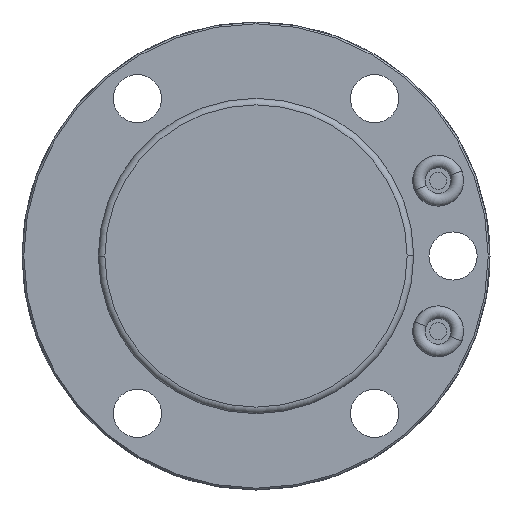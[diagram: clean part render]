
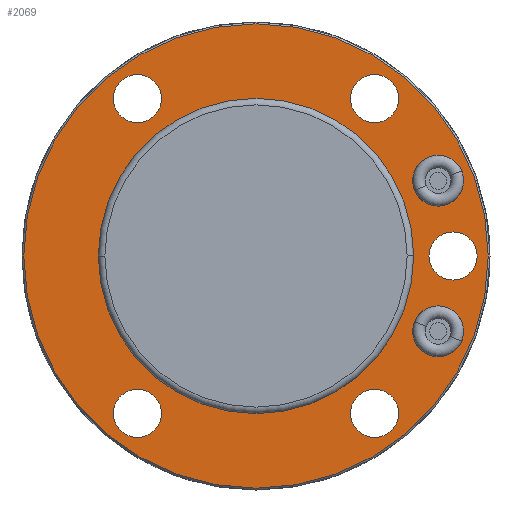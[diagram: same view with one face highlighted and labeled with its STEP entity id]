
A CAD part, front view. The second image highlights one B-rep face of the part: STEP entity #2069.
In plain terms, the highlighted planar face has unit normal (0, -1, 0).
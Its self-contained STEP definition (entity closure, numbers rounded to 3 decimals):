
#729=CARTESIAN_POINT('',(0.,-14.986,0.));
#730=DIRECTION('',(0.,-1.,0.));
#731=DIRECTION('',(1.,0.,0.));
#732=AXIS2_PLACEMENT_3D('',#729,#730,#731);
#734=CARTESIAN_POINT('',(0.,-14.986,0.));
#735=DIRECTION('',(0.,1.,0.));
#736=DIRECTION('',(1.,0.,0.));
#737=AXIS2_PLACEMENT_3D('',#734,#735,#736);
#739=CARTESIAN_POINT('',(0.,-14.986,
0.));
#740=DIRECTION('',(0.,1.,0.));
#741=DIRECTION('',(1.,0.,0.));
#742=AXIS2_PLACEMENT_3D('',#739,#740,#741);
#744=CARTESIAN_POINT('',(0.,-14.986,
0.));
#745=DIRECTION('',(0.,1.,0.));
#746=DIRECTION('',(-1.,0.,0.));
#747=AXIS2_PLACEMENT_3D('',#744,#745,#746);
#749=CARTESIAN_POINT('',(25.476,-14.986,-10.541));
#750=DIRECTION('',(0.,-1.,0.));
#751=DIRECTION('',(0.,0.,-1.));
#752=AXIS2_PLACEMENT_3D('',#749,#750,#751);
#754=CARTESIAN_POINT('',(25.476,-14.986,-10.541));
#755=DIRECTION('',(0.,-1.,0.));
#756=DIRECTION('',(0.,0.,1.));
#757=AXIS2_PLACEMENT_3D('',#754,#755,#756);
#759=CARTESIAN_POINT('',(25.476,-14.986,10.541));
#760=DIRECTION('',(0.,-1.,0.));
#761=DIRECTION('',(0.,0.,-1.));
#762=AXIS2_PLACEMENT_3D('',#759,#760,#761);
#764=CARTESIAN_POINT('',(25.476,-14.986,10.541));
#765=DIRECTION('',(0.,-1.,0.));
#766=DIRECTION('',(0.,0.,1.));
#767=AXIS2_PLACEMENT_3D('',#764,#765,#766);
#769=CARTESIAN_POINT('',(27.559,-14.986,0.));
#770=DIRECTION('',(0.,-1.,0.));
#771=DIRECTION('',(0.,0.,1.));
#772=AXIS2_PLACEMENT_3D('',#769,#770,#771);
#774=CARTESIAN_POINT('',(27.559,-14.986,0.));
#775=DIRECTION('',(0.,-1.,0.));
#776=DIRECTION('',(0.,0.,-1.));
#777=AXIS2_PLACEMENT_3D('',#774,#775,#776);
#779=CARTESIAN_POINT('',(16.585,-14.986,22.01));
#780=DIRECTION('',(0.,-1.,0.));
#781=DIRECTION('',(0.,0.,1.));
#782=AXIS2_PLACEMENT_3D('',#779,#780,#781);
#784=CARTESIAN_POINT('',(16.585,-14.986,22.01));
#785=DIRECTION('',(0.,-1.,0.));
#786=DIRECTION('',(0.,0.,-1.));
#787=AXIS2_PLACEMENT_3D('',#784,#785,#786);
#789=CARTESIAN_POINT('',(-16.585,-14.986,22.01));
#790=DIRECTION('',(0.,-1.,0.));
#791=DIRECTION('',(0.,0.,1.));
#792=AXIS2_PLACEMENT_3D('',#789,#790,#791);
#794=CARTESIAN_POINT('',(-16.585,-14.986,22.01));
#795=DIRECTION('',(0.,-1.,0.));
#796=DIRECTION('',(0.,0.,-1.));
#797=AXIS2_PLACEMENT_3D('',#794,#795,#796);
#799=CARTESIAN_POINT('',(16.585,-14.986,-22.01));
#800=DIRECTION('',(0.,-1.,0.));
#801=DIRECTION('',(0.,0.,1.));
#802=AXIS2_PLACEMENT_3D('',#799,#800,#801);
#804=CARTESIAN_POINT('',(16.585,-14.986,-22.01));
#805=DIRECTION('',(0.,-1.,0.));
#806=DIRECTION('',(0.,0.,-1.));
#807=AXIS2_PLACEMENT_3D('',#804,#805,#806);
#809=CARTESIAN_POINT('',(-16.585,-14.986,-22.01));
#810=DIRECTION('',(0.,-1.,0.));
#811=DIRECTION('',(0.,0.,1.));
#812=AXIS2_PLACEMENT_3D('',#809,#810,#811);
#814=CARTESIAN_POINT('',(-16.585,-14.986,-22.01));
#815=DIRECTION('',(0.,-1.,0.));
#816=DIRECTION('',(0.,0.,-1.));
#817=AXIS2_PLACEMENT_3D('',#814,#815,#816);
#1131=CARTESIAN_POINT('',(22.047,-14.986,0.));
#1132=CARTESIAN_POINT('',(-22.047,-14.986,0.));
#1133=VERTEX_POINT('',#1131);
#1134=VERTEX_POINT('',#1132);
#1139=CARTESIAN_POINT('',(32.474,-14.986,0.));
#1140=CARTESIAN_POINT('',(-32.474,-14.986,0.));
#1141=VERTEX_POINT('',#1139);
#1142=VERTEX_POINT('',#1140);
#1153=CARTESIAN_POINT('',(25.476,-14.986,-14.11));
#1154=CARTESIAN_POINT('',(25.476,-14.986,-6.973));
#1155=VERTEX_POINT('',#1153);
#1156=VERTEX_POINT('',#1154);
#1157=CARTESIAN_POINT('',(25.476,-14.986,6.973));
#1158=CARTESIAN_POINT('',(25.476,-14.986,14.11));
#1159=VERTEX_POINT('',#1157);
#1160=VERTEX_POINT('',#1158);
#1185=CARTESIAN_POINT('',(27.559,-14.986,3.366));
#1186=CARTESIAN_POINT('',(27.559,-14.986,-3.366));
#1187=VERTEX_POINT('',#1185);
#1188=VERTEX_POINT('',#1186);
#1189=CARTESIAN_POINT('',(16.585,-14.986,25.375));
#1190=CARTESIAN_POINT('',(16.585,-14.986,18.644));
#1191=VERTEX_POINT('',#1189);
#1192=VERTEX_POINT('',#1190);
#1193=CARTESIAN_POINT('',(-16.585,-14.986,25.375));
#1194=CARTESIAN_POINT('',(-16.585,-14.986,18.644));
#1195=VERTEX_POINT('',#1193);
#1196=VERTEX_POINT('',#1194);
#1197=CARTESIAN_POINT('',(16.585,-14.986,-18.644));
#1198=CARTESIAN_POINT('',(16.585,-14.986,-25.375));
#1199=VERTEX_POINT('',#1197);
#1200=VERTEX_POINT('',#1198);
#1201=CARTESIAN_POINT('',(-16.585,-14.986,-18.644));
#1202=CARTESIAN_POINT('',(-16.585,-14.986,-25.375));
#1203=VERTEX_POINT('',#1201);
#1204=VERTEX_POINT('',#1202);
#2012=CARTESIAN_POINT('',(0.,-14.986,0.));
#2013=DIRECTION('',(0.,-1.,0.));
#2014=DIRECTION('',(-1.,0.,0.));
#2015=AXIS2_PLACEMENT_3D('',#2012,#2013,#2014);
#2016=PLANE('',#2015);
#2017=ORIENTED_EDGE('',*,*,#1992,.T.);
#2018=ORIENTED_EDGE('',*,*,#2006,.T.);
#2019=EDGE_LOOP('',(#2017,#2018));
#2020=FACE_OUTER_BOUND('',#2019,.F.);
#2022=ORIENTED_EDGE('',*,*,#2021,.T.);
#2024=ORIENTED_EDGE('',*,*,#2023,.F.);
#2025=EDGE_LOOP('',(#2022,#2024));
#2026=FACE_BOUND('',#2025,.F.);
#2028=ORIENTED_EDGE('',*,*,#2027,.T.);
#2030=ORIENTED_EDGE('',*,*,#2029,.T.);
#2031=EDGE_LOOP('',(#2028,#2030));
#2032=FACE_BOUND('',#2031,.F.);
#2034=ORIENTED_EDGE('',*,*,#2033,.T.);
#2036=ORIENTED_EDGE('',*,*,#2035,.T.);
#2037=EDGE_LOOP('',(#2034,#2036));
#2038=FACE_BOUND('',#2037,.F.);
#2040=ORIENTED_EDGE('',*,*,#2039,.T.);
#2042=ORIENTED_EDGE('',*,*,#2041,.T.);
#2043=EDGE_LOOP('',(#2040,#2042));
#2044=FACE_BOUND('',#2043,.F.);
#2046=ORIENTED_EDGE('',*,*,#2045,.T.);
#2048=ORIENTED_EDGE('',*,*,#2047,.T.);
#2049=EDGE_LOOP('',(#2046,#2048));
#2050=FACE_BOUND('',#2049,.F.);
#2052=ORIENTED_EDGE('',*,*,#2051,.T.);
#2054=ORIENTED_EDGE('',*,*,#2053,.T.);
#2055=EDGE_LOOP('',(#2052,#2054));
#2056=FACE_BOUND('',#2055,.F.);
#2058=ORIENTED_EDGE('',*,*,#2057,.T.);
#2060=ORIENTED_EDGE('',*,*,#2059,.T.);
#2061=EDGE_LOOP('',(#2058,#2060));
#2062=FACE_BOUND('',#2061,.F.);
#2064=ORIENTED_EDGE('',*,*,#2063,.T.);
#2066=ORIENTED_EDGE('',*,*,#2065,.T.);
#2067=EDGE_LOOP('',(#2064,#2066));
#2068=FACE_BOUND('',#2067,.F.);
#2069=ADVANCED_FACE('',(#2020,#2026,#2032,#2038,#2044,#2050,#2056,#2062,#2068),
#2016,.T.);
#733=CIRCLE('',#732,22.047);
#738=CIRCLE('',#737,22.047);
#743=CIRCLE('',#742,32.474);
#748=CIRCLE('',#747,32.474);
#753=CIRCLE('',#752,3.569);
#758=CIRCLE('',#757,3.569);
#763=CIRCLE('',#762,3.569);
#768=CIRCLE('',#767,3.569);
#773=CIRCLE('',#772,3.366);
#778=CIRCLE('',#777,3.366);
#783=CIRCLE('',#782,3.366);
#788=CIRCLE('',#787,3.366);
#793=CIRCLE('',#792,3.366);
#798=CIRCLE('',#797,3.366);
#803=CIRCLE('',#802,3.366);
#808=CIRCLE('',#807,3.366);
#813=CIRCLE('',#812,3.366);
#818=CIRCLE('',#817,3.366);
#1992=EDGE_CURVE('',#1141,#1142,#743,.T.);
#2006=EDGE_CURVE('',#1142,#1141,#748,.T.);
#2021=EDGE_CURVE('',#1133,#1134,#733,.T.);
#2023=EDGE_CURVE('',#1133,#1134,#738,.T.);
#2027=EDGE_CURVE('',#1155,#1156,#753,.T.);
#2029=EDGE_CURVE('',#1156,#1155,#758,.T.);
#2033=EDGE_CURVE('',#1159,#1160,#763,.T.);
#2035=EDGE_CURVE('',#1160,#1159,#768,.T.);
#2039=EDGE_CURVE('',#1187,#1188,#773,.T.);
#2041=EDGE_CURVE('',#1188,#1187,#778,.T.);
#2045=EDGE_CURVE('',#1191,#1192,#783,.T.);
#2047=EDGE_CURVE('',#1192,#1191,#788,.T.);
#2051=EDGE_CURVE('',#1195,#1196,#793,.T.);
#2053=EDGE_CURVE('',#1196,#1195,#798,.T.);
#2057=EDGE_CURVE('',#1199,#1200,#803,.T.);
#2059=EDGE_CURVE('',#1200,#1199,#808,.T.);
#2063=EDGE_CURVE('',#1203,#1204,#813,.T.);
#2065=EDGE_CURVE('',#1204,#1203,#818,.T.);
